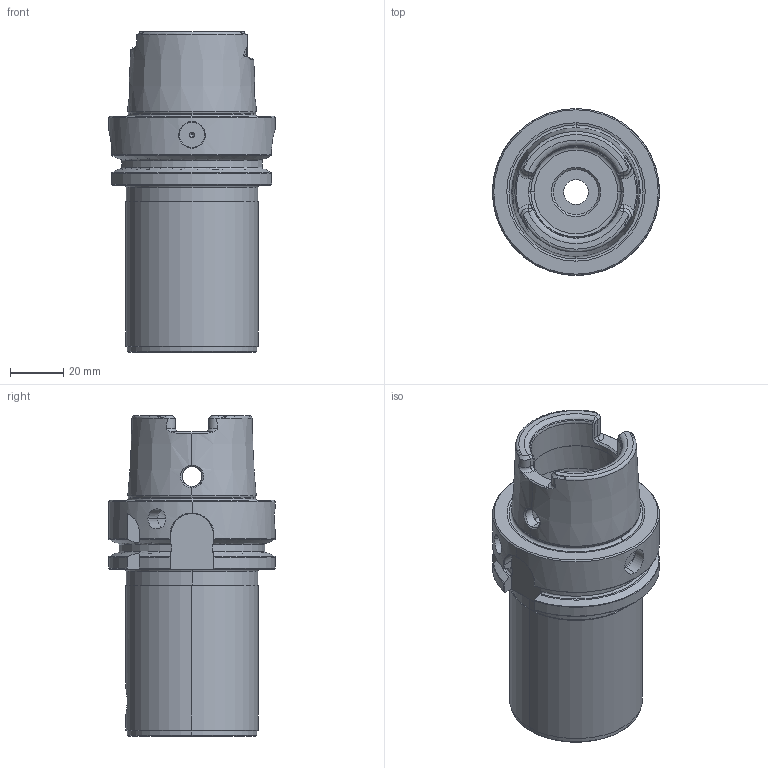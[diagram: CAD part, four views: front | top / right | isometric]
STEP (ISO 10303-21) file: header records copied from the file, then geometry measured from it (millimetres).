
FILE_DESCRIPTION(('no description'),'unknown implementation level');
FILE_NAME('823AE0ED-12ED-492A-9EE7-1CEFAA4F06BB_export.stp',' ',('CIMSOURCE GmbH'),('CADClick - KiM GmbH - www.kimweb.de'),'unknown preprocess','ACIS','unknown authorization');
FILE_SCHEMA(('automotive_design'));
Length unit declared in the file: millimetre
Products named in the file (2): 324.353 Kaiser HSK-A63 X CKS5 X 115B|690.435 Kaiser ETL M10 X 14 CK5_Standard;NONE; 324.353 Kaiser HSK-A63 X CKS5 X 115B|324.353 Kaiser HSK-A63 X CKS5 X 115B_Standard;NONE
Bounding box: 62.94 x 62.94 x 120.9 mm (x, y, z)
Volume: 170491.7 mm3; surface area: 37909.4 mm2
Topology: 2 solids, 2 shells, 297 faces, 753 edges, 459 vertices
Faces by surface type: cone 92, plane 88, cylinder 67, torus 34, bspline 16
Entity records: 20779 total; most frequent: CARTESIAN_POINT 5508, STYLED_ITEM 1505, PRESENTATION_STYLE_ASSIGNMENT 1505, COLOUR_RGB 1505, ORIENTED_EDGE 1494, DIRECTION 1377, EDGE_CURVE 747, CURVE_STYLE 747
